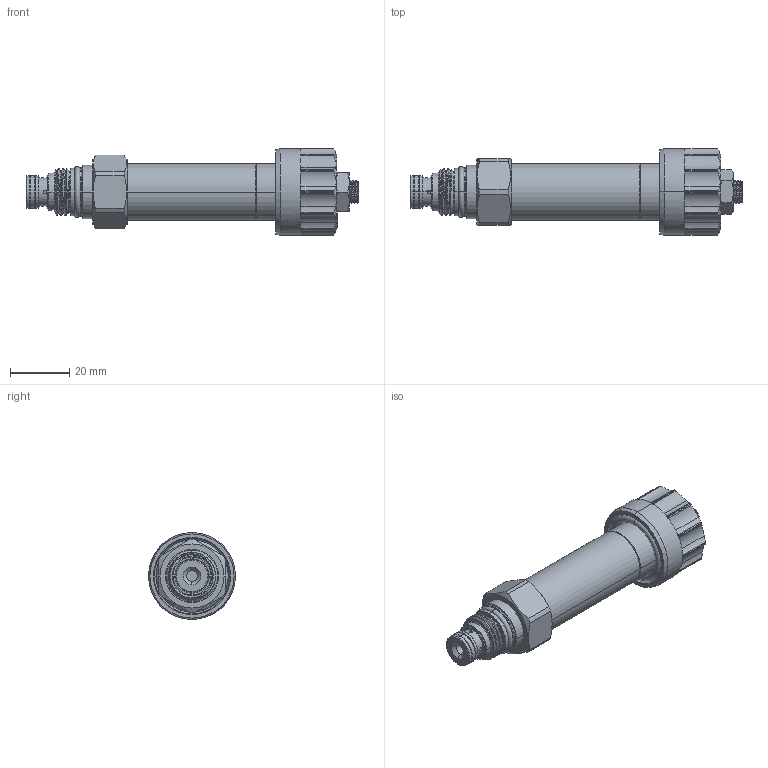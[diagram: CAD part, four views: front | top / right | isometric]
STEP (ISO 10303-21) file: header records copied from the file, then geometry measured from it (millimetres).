
FILE_DESCRIPTION (( 'STEP AP203' ), '1' );
FILE_NAME ('PRA8A2D-L-74.STEP', '2016-07-27T06:09:41', ( '' ), ( '' ), 'SwSTEP 2.0', 'SolidWorks 2012', '' );
FILE_SCHEMA (( 'CONFIG_CONTROL_DESIGN' ));
Products named in the file (1): PRA8A2D-L-74
Bounding box: 111.73 x 29.2 x 29.2 mm (x, y, z)
Volume: 34835.2 mm3; surface area: 14070.7 mm2
Topology: 5 solids, 6 shells, 561 faces, 1509 edges, 979 vertices
Faces by surface type: cylinder 197, plane 139, bspline 131, cone 78, torus 14, sphere 2
Entity records: 126630 total; most frequent: CARTESIAN_POINT 114473, ORIENTED_EDGE 3014, DIRECTION 1982, EDGE_CURVE 1507, VERTEX_POINT 979, AXIS2_PLACEMENT_3D 755, EDGE_LOOP 596, FACE_OUTER_BOUND 561
